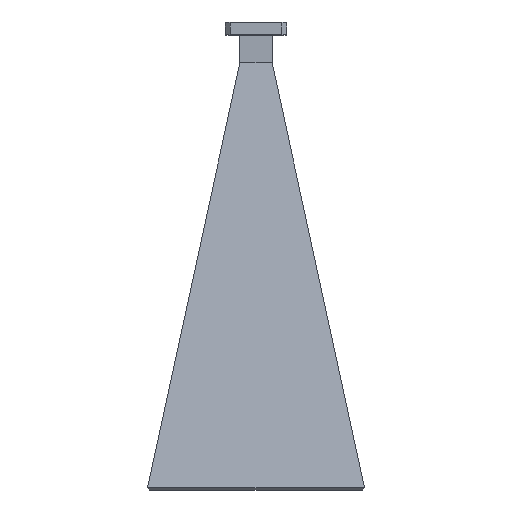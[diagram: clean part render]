
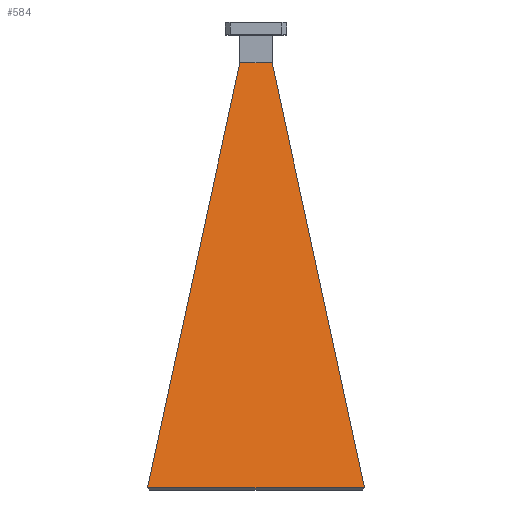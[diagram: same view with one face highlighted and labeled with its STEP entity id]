
A CAD part, front view. The second image highlights one B-rep face of the part: STEP entity #584.
In plain terms, the highlighted planar face has unit normal (0, -0.984, 0.179).
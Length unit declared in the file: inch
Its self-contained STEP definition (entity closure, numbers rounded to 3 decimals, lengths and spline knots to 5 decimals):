
#59 = DIRECTION ( 'NONE',  ( -1., 0., 0. ) ) ;
#168 = AXIS2_PLACEMENT_3D ( 'NONE', #1183, #244, #1336 ) ;
#193 = VECTOR ( 'NONE', #503, 39.37008 ) ;
#241 = EDGE_CURVE ( 'NONE', #327, #906, #266, .T. ) ;
#244 = DIRECTION ( 'NONE',  ( 0., -0.984, 0.179 ) ) ;
#266 = LINE ( 'NONE', #1135, #193 ) ;
#271 = EDGE_LOOP ( 'NONE', ( #1186, #939, #747, #951 ) ) ;
#282 = EDGE_CURVE ( 'NONE', #1242, #327, #720, .T. ) ;
#327 = VERTEX_POINT ( 'NONE', #880 ) ;
#358 = VECTOR ( 'NONE', #1506, 39.37008 ) ;
#429 = CARTESIAN_POINT ( 'NONE',  ( 1.54664, -1.24585, -6.6406 ) ) ;
#503 = DIRECTION ( 'NONE',  ( 1., 0., 0. ) ) ;
#542 = CARTESIAN_POINT ( 'NONE',  ( 0., -0.145, -0.582 ) ) ;
#584 = ADVANCED_FACE ( 'NONE', ( #757 ), #1418, .T. ) ;
#603 = LINE ( 'NONE', #1112, #1023 ) ;
#720 = LINE ( 'NONE', #1380, #358 ) ;
#735 = CARTESIAN_POINT ( 'NONE',  ( -0.23, -0.145, -0.582 ) ) ;
#747 = ORIENTED_EDGE ( 'NONE', *, *, #1375, .F. ) ;
#757 = FACE_OUTER_BOUND ( 'NONE', #271, .T. ) ;
#823 = VERTEX_POINT ( 'NONE', #1261 ) ;
#880 = CARTESIAN_POINT ( 'NONE',  ( -1.54664, -1.24585, -6.6406 ) ) ;
#906 = VERTEX_POINT ( 'NONE', #429 ) ;
#918 = EDGE_CURVE ( 'NONE', #823, #1242, #1233, .T. ) ;
#939 = ORIENTED_EDGE ( 'NONE', *, *, #241, .T. ) ;
#951 = ORIENTED_EDGE ( 'NONE', *, *, #918, .T. ) ;
#1023 = VECTOR ( 'NONE', #1357, 39.37008 ) ;
#1112 = CARTESIAN_POINT ( 'NONE',  ( 0.23, -0.145, -0.582 ) ) ;
#1135 = CARTESIAN_POINT ( 'NONE',  ( 0., -1.24585, -6.6406 ) ) ;
#1183 = CARTESIAN_POINT ( 'NONE',  ( 0., -0.038, 0.0069 ) ) ;
#1186 = ORIENTED_EDGE ( 'NONE', *, *, #282, .T. ) ;
#1233 = LINE ( 'NONE', #542, #1539 ) ;
#1242 = VERTEX_POINT ( 'NONE', #735 ) ;
#1261 = CARTESIAN_POINT ( 'NONE',  ( 0.23, -0.145, -0.582 ) ) ;
#1336 = DIRECTION ( 'NONE',  ( 0., -0.179, -0.984 ) ) ;
#1357 = DIRECTION ( 'NONE',  ( 0.209, -0.175, -0.962 ) ) ;
#1375 = EDGE_CURVE ( 'NONE', #823, #906, #603, .T. ) ;
#1380 = CARTESIAN_POINT ( 'NONE',  ( -0.23, -0.145, -0.582 ) ) ;
#1418 = PLANE ( 'NONE',  #168 ) ;
#1506 = DIRECTION ( 'NONE',  ( -0.209, -0.175, -0.962 ) ) ;
#1539 = VECTOR ( 'NONE', #59, 39.37008 ) ;
